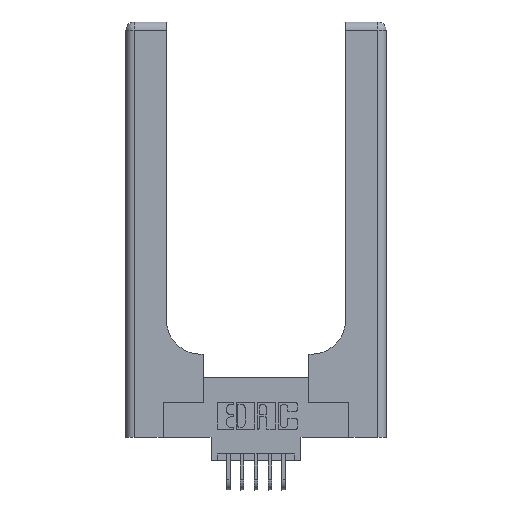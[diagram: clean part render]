
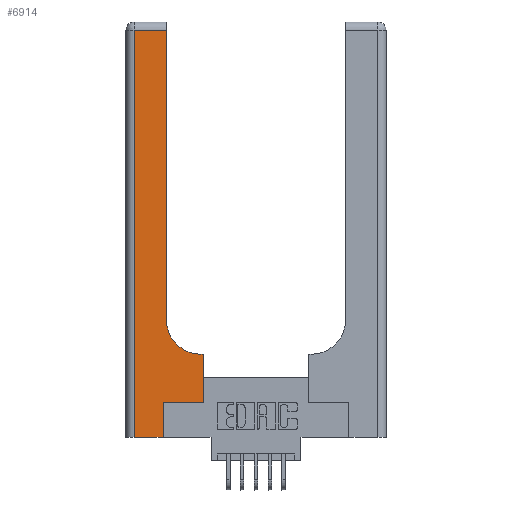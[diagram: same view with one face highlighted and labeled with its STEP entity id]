
A CAD part, top view. The second image highlights one B-rep face of the part: STEP entity #6914.
In plain terms, the highlighted planar face has unit normal (0, 0, 1).
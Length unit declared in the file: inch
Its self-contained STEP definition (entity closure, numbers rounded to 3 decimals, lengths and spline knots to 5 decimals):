
#160 = VERTEX_POINT ( 'NONE', #3109 ) ;
#258 = DIRECTION ( 'NONE',  ( 1., 0., 0. ) ) ;
#277 = CARTESIAN_POINT ( 'NONE',  ( 0.2915, 0.6, 0.37 ) ) ;
#583 = ORIENTED_EDGE ( 'NONE', *, *, #1683, .T. ) ;
#914 = CARTESIAN_POINT ( 'NONE',  ( 0.5585, 0.25, 0.37 ) ) ;
#981 = CARTESIAN_POINT ( 'NONE',  ( 0.5415, 0.85, 0.37 ) ) ;
#1161 = VECTOR ( 'NONE', #14845, 39.37008 ) ;
#1226 = VECTOR ( 'NONE', #9324, 39.37008 ) ;
#1683 = EDGE_CURVE ( 'NONE', #11383, #11399, #7337, .T. ) ;
#1923 = LINE ( 'NONE', #11132, #7482 ) ;
#2445 = CARTESIAN_POINT ( 'NONE',  ( 0.269, 0., 0.37 ) ) ;
#2640 = LINE ( 'NONE', #3654, #3196 ) ;
#2738 = EDGE_CURVE ( 'NONE', #11399, #4065, #1923, .T. ) ;
#2928 = EDGE_CURVE ( 'NONE', #5770, #13624, #7282, .T. ) ;
#2930 = AXIS2_PLACEMENT_3D ( 'NONE', #981, #8544, #3531 ) ;
#3109 = CARTESIAN_POINT ( 'NONE',  ( 0.2915, 0.85, 0.37 ) ) ;
#3196 = VECTOR ( 'NONE', #4904, 39.37008 ) ;
#3338 = LINE ( 'NONE', #12870, #6233 ) ;
#3531 = DIRECTION ( 'NONE',  ( 1., 0., 0. ) ) ;
#3654 = CARTESIAN_POINT ( 'NONE',  ( 0.269, 0.25, 0.37 ) ) ;
#3960 = EDGE_CURVE ( 'NONE', #4284, #5770, #4162, .T. ) ;
#4054 = EDGE_CURVE ( 'NONE', #8571, #4284, #2640, .T. ) ;
#4065 = VERTEX_POINT ( 'NONE', #4285 ) ;
#4162 = LINE ( 'NONE', #914, #6289 ) ;
#4175 = CARTESIAN_POINT ( 'NONE',  ( 0.269, 0.25, 0.37 ) ) ;
#4284 = VERTEX_POINT ( 'NONE', #9023 ) ;
#4285 = CARTESIAN_POINT ( 'NONE',  ( 0.269, 0., 0.37 ) ) ;
#4750 = ORIENTED_EDGE ( 'NONE', *, *, #14611, .T. ) ;
#4897 = AXIS2_PLACEMENT_3D ( 'NONE', #12366, #7495, #13572 ) ;
#4904 = DIRECTION ( 'NONE',  ( 1., 0., 0. ) ) ;
#5277 = DIRECTION ( 'NONE',  ( -1., 0., 0. ) ) ;
#5401 = CARTESIAN_POINT ( 'NONE',  ( 0., 2.94, 0.37 ) ) ;
#5770 = VERTEX_POINT ( 'NONE', #13111 ) ;
#5785 = DIRECTION ( 'NONE',  ( 0., 1., 0. ) ) ;
#5812 = CARTESIAN_POINT ( 'NONE',  ( 0.06, 0., 0.37 ) ) ;
#6135 = LINE ( 'NONE', #2445, #1161 ) ;
#6233 = VECTOR ( 'NONE', #9540, 39.37008 ) ;
#6289 = VECTOR ( 'NONE', #5785, 39.37008 ) ;
#6595 = FACE_OUTER_BOUND ( 'NONE', #15288, .T. ) ;
#6664 = ORIENTED_EDGE ( 'NONE', *, *, #10937, .T. ) ;
#6775 = EDGE_CURVE ( 'NONE', #7779, #11383, #15251, .T. ) ;
#6914 = ADVANCED_FACE ( 'NONE', ( #6595 ), #14919, .F. ) ;
#7124 = ORIENTED_EDGE ( 'NONE', *, *, #3960, .T. ) ;
#7282 = LINE ( 'NONE', #277, #11106 ) ;
#7337 = LINE ( 'NONE', #15165, #1226 ) ;
#7482 = VECTOR ( 'NONE', #258, 39.37008 ) ;
#7495 = DIRECTION ( 'NONE',  ( 0., 0., -1. ) ) ;
#7779 = VERTEX_POINT ( 'NONE', #11302 ) ;
#8544 = DIRECTION ( 'NONE',  ( 0., 0., -1. ) ) ;
#8571 = VERTEX_POINT ( 'NONE', #4175 ) ;
#8684 = EDGE_CURVE ( 'NONE', #13624, #160, #13501, .T. ) ;
#9023 = CARTESIAN_POINT ( 'NONE',  ( 0.5585, 0.25, 0.37 ) ) ;
#9252 = ORIENTED_EDGE ( 'NONE', *, *, #6775, .T. ) ;
#9324 = DIRECTION ( 'NONE',  ( 0., -1., 0. ) ) ;
#9358 = DIRECTION ( 'NONE',  ( -1., 0., 0. ) ) ;
#9540 = DIRECTION ( 'NONE',  ( 0., 1., 0. ) ) ;
#10937 = EDGE_CURVE ( 'NONE', #4065, #8571, #6135, .T. ) ;
#11106 = VECTOR ( 'NONE', #5277, 39.37008 ) ;
#11132 = CARTESIAN_POINT ( 'NONE',  ( 0., 0., 0.37 ) ) ;
#11302 = CARTESIAN_POINT ( 'NONE',  ( 0.2915, 2.94, 0.37 ) ) ;
#11383 = VERTEX_POINT ( 'NONE', #11912 ) ;
#11399 = VERTEX_POINT ( 'NONE', #5812 ) ;
#11912 = CARTESIAN_POINT ( 'NONE',  ( 0.06, 2.94, 0.37 ) ) ;
#12366 = CARTESIAN_POINT ( 'NONE',  ( 0., 3., 0.37 ) ) ;
#12546 = ORIENTED_EDGE ( 'NONE', *, *, #4054, .T. ) ;
#12790 = ORIENTED_EDGE ( 'NONE', *, *, #2738, .T. ) ;
#12870 = CARTESIAN_POINT ( 'NONE',  ( 0.2915, 3., 0.37 ) ) ;
#13111 = CARTESIAN_POINT ( 'NONE',  ( 0.5585, 0.6, 0.37 ) ) ;
#13263 = ORIENTED_EDGE ( 'NONE', *, *, #8684, .T. ) ;
#13341 = CARTESIAN_POINT ( 'NONE',  ( 0.5415, 0.6, 0.37 ) ) ;
#13501 = CIRCLE ( 'NONE', #2930, 0.25 ) ;
#13572 = DIRECTION ( 'NONE',  ( -1., 0., 0. ) ) ;
#13624 = VERTEX_POINT ( 'NONE', #13341 ) ;
#14318 = VECTOR ( 'NONE', #9358, 39.37008 ) ;
#14442 = ORIENTED_EDGE ( 'NONE', *, *, #2928, .T. ) ;
#14611 = EDGE_CURVE ( 'NONE', #160, #7779, #3338, .T. ) ;
#14845 = DIRECTION ( 'NONE',  ( 0., 1., 0. ) ) ;
#14919 = PLANE ( 'NONE',  #4897 ) ;
#15165 = CARTESIAN_POINT ( 'NONE',  ( 0.06, 3., 0.37 ) ) ;
#15251 = LINE ( 'NONE', #5401, #14318 ) ;
#15288 = EDGE_LOOP ( 'NONE', ( #4750, #9252, #583, #12790, #6664, #12546, #7124, #14442, #13263 ) ) ;
